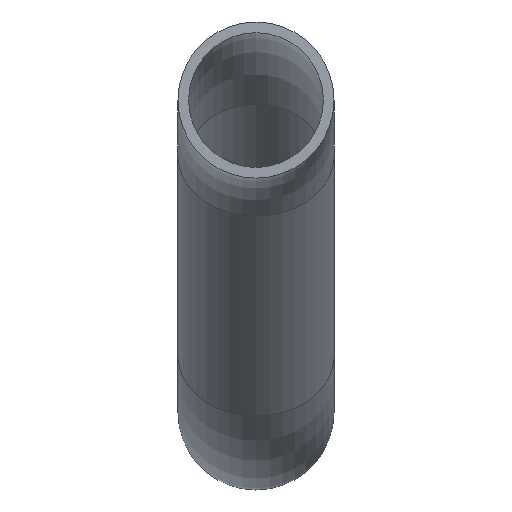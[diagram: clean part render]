
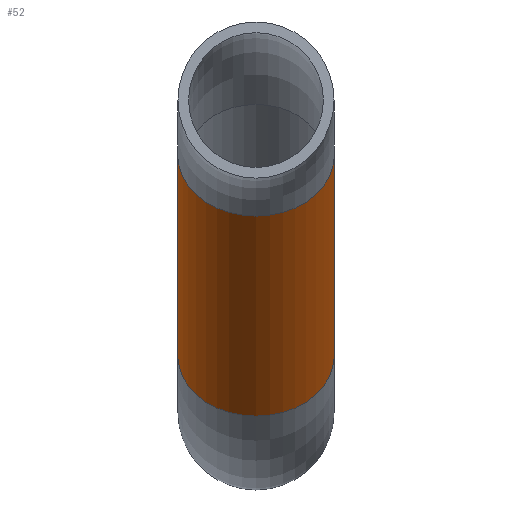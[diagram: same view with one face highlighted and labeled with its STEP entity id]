
A CAD part, front view. The second image highlights one B-rep face of the part: STEP entity #52.
In plain terms, the highlighted cylindrical face has radius 11 mm (diameter 22 mm), a full revolution.
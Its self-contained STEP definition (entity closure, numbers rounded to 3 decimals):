
#52 = ADVANCED_FACE( '', ( #109, #110 ), #111, .T. );
#109 = FACE_OUTER_BOUND( '', #164, .T. );
#110 = FACE_OUTER_BOUND( '', #165, .T. );
#111 = CYLINDRICAL_SURFACE( '', #166, 11. );
#164 = EDGE_LOOP( '', ( #229 ) );
#165 = EDGE_LOOP( '', ( #230 ) );
#166 = AXIS2_PLACEMENT_3D( '', #231, #232, #233 );
#229 = ORIENTED_EDGE( '', *, *, #271, .F. );
#230 = ORIENTED_EDGE( '', *, *, #269, .T. );
#231 = CARTESIAN_POINT( '', ( 0., 91.135, -36.092 ) );
#232 = DIRECTION( '', ( 0., 0.767, -0.641 ) );
#233 = DIRECTION( '', ( 0., -0.641, -0.767 ) );
#269 = EDGE_CURVE( '', #303, #303, #304, .T. );
#271 = EDGE_CURVE( '', #306, #306, #307, .T. );
#303 = VERTEX_POINT( '', #339 );
#304 = CIRCLE( '', #340, 11. );
#306 = VERTEX_POINT( '', #342 );
#307 = CIRCLE( '', #343, 11. );
#339 = CARTESIAN_POINT( '', ( 0., 64.451, 0.534 ) );
#340 = AXIS2_PLACEMENT_3D( '', #378, #379, #380 );
#342 = CARTESIAN_POINT( '', ( 0., 98.187, -27.651 ) );
#343 = AXIS2_PLACEMENT_3D( '', #381, #382, #383 );
#378 = CARTESIAN_POINT( '', ( 0., 57.399, -7.908 ) );
#379 = DIRECTION( '', ( 0., 0.767, -0.641 ) );
#380 = DIRECTION( '', ( 0., 0.641, 0.767 ) );
#381 = CARTESIAN_POINT( '', ( 0., 91.135, -36.092 ) );
#382 = DIRECTION( '', ( 0., 0.767, -0.641 ) );
#383 = DIRECTION( '', ( 0., 0.641, 0.767 ) );
